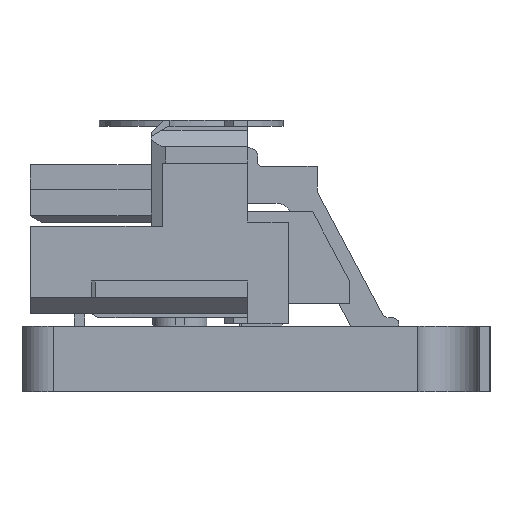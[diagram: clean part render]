
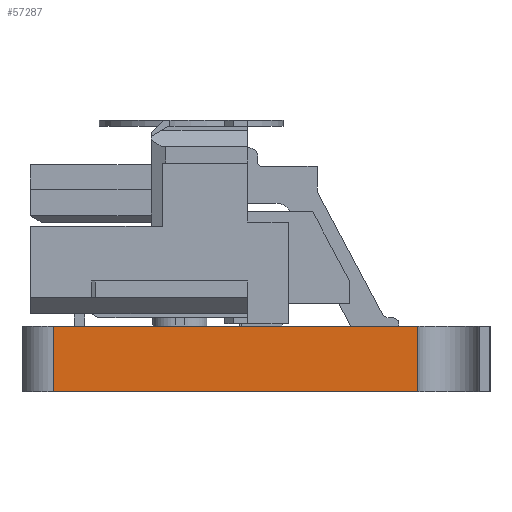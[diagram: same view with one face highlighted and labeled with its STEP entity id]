
A CAD part, left-side view. The second image highlights one B-rep face of the part: STEP entity #57287.
In plain terms, the highlighted planar face has unit normal (-1, 0, 0).
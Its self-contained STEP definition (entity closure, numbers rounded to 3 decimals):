
#56506 = VERTEX_POINT('',#56507);
#56507 = CARTESIAN_POINT('',(-7.874,-2.032,0.));
#56514 = EDGE_CURVE('',#56515,#56506,#56517,.T.);
#56515 = VERTEX_POINT('',#56516);
#56516 = CARTESIAN_POINT('',(-7.874,-10.922,0.));
#56517 = LINE('',#56518,#56519);
#56518 = CARTESIAN_POINT('',(-7.874,-10.922,0.));
#56519 = VECTOR('',#56520,1.);
#56520 = DIRECTION('',(0.,1.,0.));
#56870 = VERTEX_POINT('',#56871);
#56871 = CARTESIAN_POINT('',(-7.874,-2.032,1.6));
#56878 = EDGE_CURVE('',#56879,#56870,#56881,.T.);
#56879 = VERTEX_POINT('',#56880);
#56880 = CARTESIAN_POINT('',(-7.874,-10.922,1.6));
#56881 = LINE('',#56882,#56883);
#56882 = CARTESIAN_POINT('',(-7.874,-10.922,1.6));
#56883 = VECTOR('',#56884,1.);
#56884 = DIRECTION('',(0.,1.,0.));
#57257 = EDGE_CURVE('',#56506,#56870,#57258,.T.);
#57258 = LINE('',#57259,#57260);
#57259 = CARTESIAN_POINT('',(-7.874,-2.032,0.));
#57260 = VECTOR('',#57261,1.);
#57261 = DIRECTION('',(0.,0.,1.));
#57287 = ADVANCED_FACE('',(#57288),#57299,.T.);
#57288 = FACE_BOUND('',#57289,.T.);
#57289 = EDGE_LOOP('',(#57290,#57296,#57297,#57298));
#57290 = ORIENTED_EDGE('',*,*,#57291,.T.);
#57291 = EDGE_CURVE('',#56515,#56879,#57292,.T.);
#57292 = LINE('',#57293,#57294);
#57293 = CARTESIAN_POINT('',(-7.874,-10.922,0.));
#57294 = VECTOR('',#57295,1.);
#57295 = DIRECTION('',(0.,0.,1.));
#57296 = ORIENTED_EDGE('',*,*,#56878,.T.);
#57297 = ORIENTED_EDGE('',*,*,#57257,.F.);
#57298 = ORIENTED_EDGE('',*,*,#56514,.F.);
#57299 = PLANE('',#57300);
#57300 = AXIS2_PLACEMENT_3D('',#57301,#57302,#57303);
#57301 = CARTESIAN_POINT('',(-7.874,-10.922,0.));
#57302 = DIRECTION('',(-1.,0.,0.));
#57303 = DIRECTION('',(0.,1.,0.));
